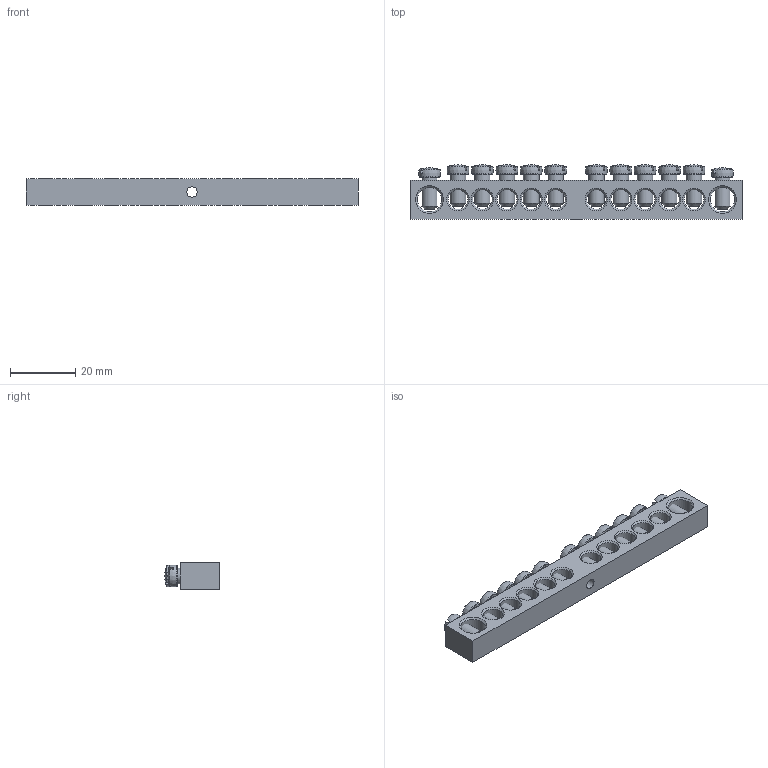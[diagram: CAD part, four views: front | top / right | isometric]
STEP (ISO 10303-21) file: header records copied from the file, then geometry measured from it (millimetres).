
FILE_DESCRIPTION(/* description */ (''),/* implementation_level */ '2;1');
FILE_NAME(/* name */ '8х12-12_1.stp',/* time_stamp */ '2021-04-12T22:41:42+03:00',/* author */ ('Admin'),/* organization */ (''),/* preprocessor_version */ 'ST-DEVELOPER v15.6',/* originating_system */ 'Autodesk Inventor 2015',/* authorisation */ '');
FILE_SCHEMA (('AUTOMOTIVE_DESIGN { 1 0 10303 214 3 1 1 }'));
Length unit declared in the file: millimetre
Products named in the file (3): 8х12-12_1; Винт M5x10; -ноль) X_1
Assembly tree (13 placements, depth 2):
  -ноль) X_1
    8х12-12_1
    Винт M5x10  x12
Bounding box: 102 x 16.65 x 8 mm (x, y, z)
Volume: 9120.6 mm3; surface area: 9087.4 mm2
Topology: 13 solids, 13 shells, 355 faces, 935 edges, 618 vertices
Faces by surface type: plane 186, cone 60, cylinder 37, torus 36, sphere 24, bspline 12
Full cylindrical faces by diameter (mm): 3.242 x1, 4.134 x12, 4.8 x12, 6 x10, 7.5 x2
Entity records: 2885 total; most frequent: CARTESIAN_POINT 849, DIRECTION 410, ORIENTED_EDGE 296, AXIS2_PLACEMENT_3D 188, EDGE_LOOP 183, EDGE_CURVE 148, VERTEX_POINT 125, FACE_BOUND 103
